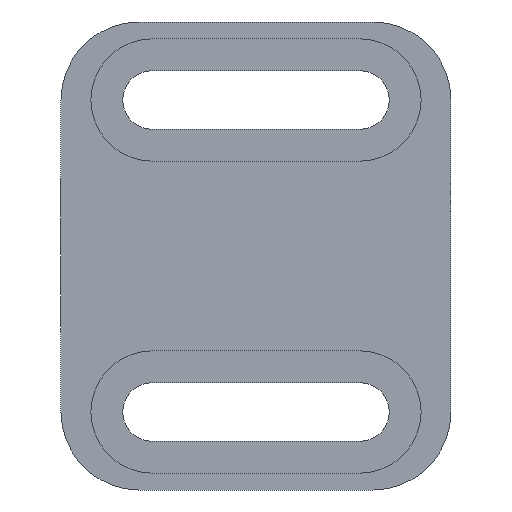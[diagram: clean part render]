
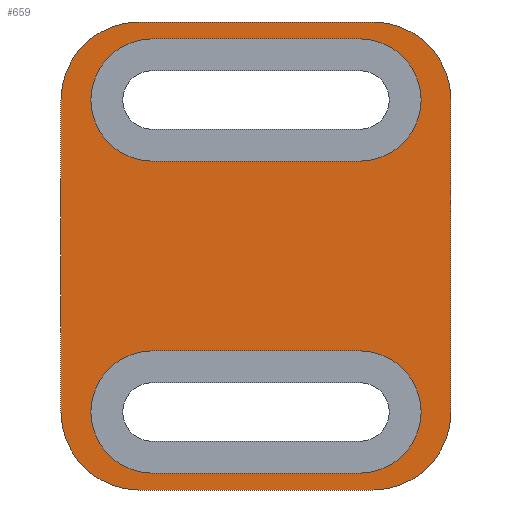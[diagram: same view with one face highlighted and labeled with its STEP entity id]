
A CAD part, front view. The second image highlights one B-rep face of the part: STEP entity #659.
In plain terms, the highlighted planar face has unit normal (0, -1, 0).
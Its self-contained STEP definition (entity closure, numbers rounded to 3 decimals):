
#36=CARTESIAN_POINT('',(-9.,-8.5,12.));
#37=DIRECTION('',(0.,1.,0.));
#38=DIRECTION('',(-1.,0.,0.));
#39=AXIS2_PLACEMENT_3D('',#36,#37,#38);
#41=DIRECTION('',(1.,0.,0.));
#42=VECTOR('',#41,18.);
#43=CARTESIAN_POINT('',(-9.,-8.5,18.));
#44=LINE('',#43,#42);
#45=CARTESIAN_POINT('',(9.,-8.5,12.));
#46=DIRECTION('',(0.,1.,0.));
#47=DIRECTION('',(0.,0.,1.));
#48=AXIS2_PLACEMENT_3D('',#45,#46,#47);
#50=DIRECTION('',(0.,0.,-1.));
#51=VECTOR('',#50,24.);
#52=CARTESIAN_POINT('',(15.,-8.5,12.));
#53=LINE('',#52,#51);
#54=CARTESIAN_POINT('',(9.,-8.5,-12.));
#55=DIRECTION('',(0.,1.,0.));
#56=DIRECTION('',(1.,0.,0.));
#57=AXIS2_PLACEMENT_3D('',#54,#55,#56);
#59=DIRECTION('',(-1.,0.,0.));
#60=VECTOR('',#59,18.);
#61=CARTESIAN_POINT('',(9.,-8.5,-18.));
#62=LINE('',#61,#60);
#63=CARTESIAN_POINT('',(-9.,-8.5,-12.));
#64=DIRECTION('',(0.,1.,0.));
#65=DIRECTION('',(0.,0.,-1.));
#66=AXIS2_PLACEMENT_3D('',#63,#64,#65);
#68=DIRECTION('',(0.,0.,1.));
#69=VECTOR('',#68,24.);
#70=CARTESIAN_POINT('',(-15.,-8.5,-12.));
#71=LINE('',#70,#69);
#72=CARTESIAN_POINT('',(-8.,-8.5,-12.));
#73=DIRECTION('',(0.,-1.,0.));
#74=DIRECTION('',(0.,0.,1.));
#75=AXIS2_PLACEMENT_3D('',#72,#73,#74);
#77=CARTESIAN_POINT('',(8.,-8.5,-12.));
#78=DIRECTION('',(0.,-1.,0.));
#79=DIRECTION('',(0.,0.,-1.));
#80=AXIS2_PLACEMENT_3D('',#77,#78,#79);
#82=CARTESIAN_POINT('',(8.,-8.5,12.));
#83=DIRECTION('',(0.,-1.,0.));
#84=DIRECTION('',(0.,0.,-1.));
#85=AXIS2_PLACEMENT_3D('',#82,#83,#84);
#87=CARTESIAN_POINT('',(-8.,-8.5,12.));
#88=DIRECTION('',(0.,-1.,0.));
#89=DIRECTION('',(0.,0.,1.));
#90=AXIS2_PLACEMENT_3D('',#87,#88,#89);
#320=DIRECTION('',(1.,0.,0.));
#321=VECTOR('',#320,16.);
#322=CARTESIAN_POINT('',(-8.,-8.5,-7.3));
#323=LINE('',#322,#321);
#332=DIRECTION('',(-1.,0.,0.));
#333=VECTOR('',#332,16.);
#334=CARTESIAN_POINT('',(8.,-8.5,-16.7));
#335=LINE('',#334,#333);
#456=DIRECTION('',(-1.,0.,0.));
#457=VECTOR('',#456,16.);
#458=CARTESIAN_POINT('',(8.,-8.5,7.3));
#459=LINE('',#458,#457);
#468=DIRECTION('',(1.,0.,0.));
#469=VECTOR('',#468,16.);
#470=CARTESIAN_POINT('',(-8.,-8.5,16.7));
#471=LINE('',#470,#469);
#480=CARTESIAN_POINT('',(-15.,-8.5,12.));
#481=CARTESIAN_POINT('',(-9.,-8.5,18.));
#482=VERTEX_POINT('',#480);
#483=VERTEX_POINT('',#481);
#484=CARTESIAN_POINT('',(9.,-8.5,18.));
#485=VERTEX_POINT('',#484);
#486=CARTESIAN_POINT('',(15.,-8.5,12.));
#487=VERTEX_POINT('',#486);
#488=CARTESIAN_POINT('',(15.,-8.5,-12.));
#489=VERTEX_POINT('',#488);
#490=CARTESIAN_POINT('',(9.,-8.5,-18.));
#491=VERTEX_POINT('',#490);
#492=CARTESIAN_POINT('',(-9.,-8.5,-18.));
#493=VERTEX_POINT('',#492);
#494=CARTESIAN_POINT('',(-15.,-8.5,-12.));
#495=VERTEX_POINT('',#494);
#496=CARTESIAN_POINT('',(-8.,-8.5,-7.3));
#497=CARTESIAN_POINT('',(-8.,-8.5,-16.7));
#498=VERTEX_POINT('',#496);
#499=VERTEX_POINT('',#497);
#500=CARTESIAN_POINT('',(8.,-8.5,-16.7));
#501=VERTEX_POINT('',#500);
#502=CARTESIAN_POINT('',(8.,-8.5,-7.3));
#503=VERTEX_POINT('',#502);
#504=CARTESIAN_POINT('',(8.,-8.5,7.3));
#505=CARTESIAN_POINT('',(8.,-8.5,16.7));
#506=VERTEX_POINT('',#504);
#507=VERTEX_POINT('',#505);
#508=CARTESIAN_POINT('',(-8.,-8.5,16.7));
#509=VERTEX_POINT('',#508);
#510=CARTESIAN_POINT('',(-8.,-8.5,7.3));
#511=VERTEX_POINT('',#510);
#616=CARTESIAN_POINT('',(0.,-8.5,0.));
#617=DIRECTION('',(0.,-1.,0.));
#618=DIRECTION('',(1.,0.,0.));
#619=AXIS2_PLACEMENT_3D('',#616,#617,#618);
#620=PLANE('',#619);
#622=ORIENTED_EDGE('',*,*,#621,.T.);
#624=ORIENTED_EDGE('',*,*,#623,.T.);
#626=ORIENTED_EDGE('',*,*,#625,.T.);
#628=ORIENTED_EDGE('',*,*,#627,.T.);
#630=ORIENTED_EDGE('',*,*,#629,.T.);
#632=ORIENTED_EDGE('',*,*,#631,.T.);
#634=ORIENTED_EDGE('',*,*,#633,.T.);
#636=ORIENTED_EDGE('',*,*,#635,.T.);
#637=EDGE_LOOP('',(#622,#624,#626,#628,#630,#632,#634,#636));
#638=FACE_OUTER_BOUND('',#637,.F.);
#640=ORIENTED_EDGE('',*,*,#639,.T.);
#642=ORIENTED_EDGE('',*,*,#641,.F.);
#644=ORIENTED_EDGE('',*,*,#643,.T.);
#646=ORIENTED_EDGE('',*,*,#645,.F.);
#647=EDGE_LOOP('',(#640,#642,#644,#646));
#648=FACE_BOUND('',#647,.F.);
#650=ORIENTED_EDGE('',*,*,#649,.T.);
#652=ORIENTED_EDGE('',*,*,#651,.F.);
#654=ORIENTED_EDGE('',*,*,#653,.T.);
#656=ORIENTED_EDGE('',*,*,#655,.F.);
#657=EDGE_LOOP('',(#650,#652,#654,#656));
#658=FACE_BOUND('',#657,.F.);
#659=ADVANCED_FACE('',(#638,#648,#658),#620,.T.);
#40=CIRCLE('',#39,6.);
#49=CIRCLE('',#48,6.);
#58=CIRCLE('',#57,6.);
#67=CIRCLE('',#66,6.);
#76=CIRCLE('',#75,4.7);
#81=CIRCLE('',#80,4.7);
#86=CIRCLE('',#85,4.7);
#91=CIRCLE('',#90,4.7);
#621=EDGE_CURVE('',#482,#483,#40,.T.);
#623=EDGE_CURVE('',#483,#485,#44,.T.);
#625=EDGE_CURVE('',#485,#487,#49,.T.);
#627=EDGE_CURVE('',#487,#489,#53,.T.);
#629=EDGE_CURVE('',#489,#491,#58,.T.);
#631=EDGE_CURVE('',#491,#493,#62,.T.);
#633=EDGE_CURVE('',#493,#495,#67,.T.);
#635=EDGE_CURVE('',#495,#482,#71,.T.);
#639=EDGE_CURVE('',#498,#499,#76,.T.);
#641=EDGE_CURVE('',#501,#499,#335,.T.);
#643=EDGE_CURVE('',#501,#503,#81,.T.);
#645=EDGE_CURVE('',#498,#503,#323,.T.);
#649=EDGE_CURVE('',#506,#507,#86,.T.);
#651=EDGE_CURVE('',#509,#507,#471,.T.);
#653=EDGE_CURVE('',#509,#511,#91,.T.);
#655=EDGE_CURVE('',#506,#511,#459,.T.);
